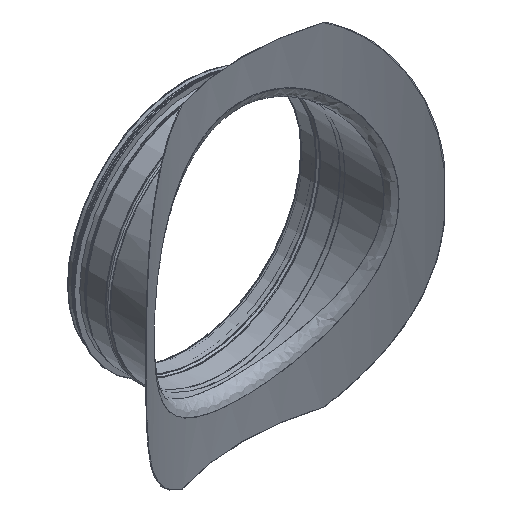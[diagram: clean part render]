
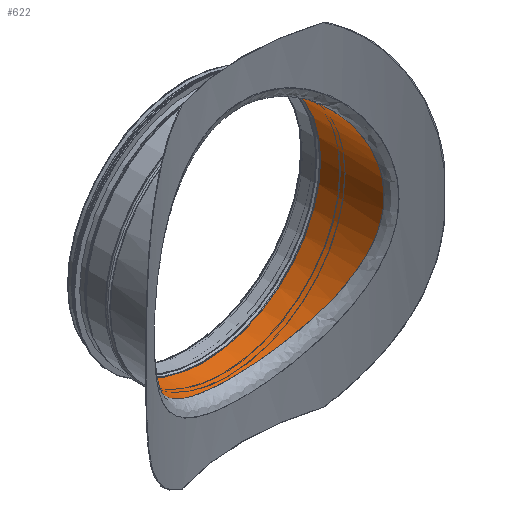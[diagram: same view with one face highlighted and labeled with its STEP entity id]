
A CAD part, isometric view. The second image highlights one B-rep face of the part: STEP entity #622.
In plain terms, the highlighted cylindrical face has radius 155.925 mm (diameter 311.85 mm), a full revolution.
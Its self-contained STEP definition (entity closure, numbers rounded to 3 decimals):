
#313=CARTESIAN_POINT('',(-155.925,280.354,0.));
#314=VERTEX_POINT('',#313);
#322=CARTESIAN_POINT('',(-155.926,280.352,0.));
#323=CARTESIAN_POINT('',(-155.926,280.352,11.887));
#324=CARTESIAN_POINT('',(-153.175,282.223,35.665));
#325=CARTESIAN_POINT('',(-141.323,289.714,68.884));
#326=CARTESIAN_POINT('',(-122.768,299.875,98.161));
#327=CARTESIAN_POINT('',(-95.705,311.849,125.289));
#328=CARTESIAN_POINT('',(-58.755,323.224,146.976));
#329=CARTESIAN_POINT('',(-12.124,329.505,157.919));
#330=CARTESIAN_POINT('',(35.982,327.336,154.205));
#331=CARTESIAN_POINT('',(79.907,317.559,136.564));
#332=CARTESIAN_POINT('',(115.973,303.504,107.544));
#333=CARTESIAN_POINT('',(137.818,291.725,75.755));
#334=CARTESIAN_POINT('',(149.349,284.67,46.814));
#335=CARTESIAN_POINT('',(154.711,281.169,23.779));
#336=CARTESIAN_POINT('',(156.53,279.95,0.003));
#337=CARTESIAN_POINT('',(154.11,281.565,-31.723));
#338=CARTESIAN_POINT('',(142.193,289.358,-69.418));
#339=CARTESIAN_POINT('',(115.967,303.51,-107.536));
#340=CARTESIAN_POINT('',(79.908,317.558,-136.57));
#341=CARTESIAN_POINT('',(43.296,325.703,-151.259));
#342=CARTESIAN_POINT('',(11.933,328.427,-156.069));
#343=CARTESIAN_POINT('',(-19.899,328.454,-156.091));
#344=CARTESIAN_POINT('',(-58.753,323.227,-146.98));
#345=CARTESIAN_POINT('',(-95.708,311.847,-125.285));
#346=CARTESIAN_POINT('',(-122.768,299.876,-98.161));
#347=CARTESIAN_POINT('',(-141.324,289.713,-68.883));
#348=CARTESIAN_POINT('',(-153.176,282.223,-35.66));
#349=CARTESIAN_POINT('',(-155.926,280.352,-11.888));
#350=CARTESIAN_POINT('',(-155.926,280.352,0.));
#351=B_SPLINE_CURVE_WITH_KNOTS('',3,(#322,#323,#324,#325,#326,#327,#328,#329,#330,#331,#332,#333,#334,#335,#336,#337,#338,#339,#340,#341,#342,#343,#344,#345,#346,#347,#348,#349,#350),.UNSPECIFIED.,.T.,.U.,(4,1,1,1,1,1,1,1,1,1,1,1,1,1,1,1,1,1,1,1,1,1,1,1,1,1,4),(0.0,3.424,6.848,10.272,13.697,18.262,22.828,27.393,31.959,36.524,41.09,43.373,45.656,47.938,50.221,54.787,59.352,63.918,68.483,70.766,73.049,77.614,82.18,85.604,89.028,92.452,95.877),.UNSPECIFIED.);
#352=EDGE_CURVE('',#314,#314,#351,.T.);
#603=CARTESIAN_POINT('',(0.,352.35,0.0));
#604=DIRECTION('',(0.,1.0,0.0));
#605=DIRECTION('',(-1.0,0.0,0.0));
#606=AXIS2_PLACEMENT_3D('',#603,#604,#605);
#607=CYLINDRICAL_SURFACE('',#606,155.925);
#608=CARTESIAN_POINT('',(-155.925,365.1,0.0));
#609=VERTEX_POINT('',#608);
#610=CARTESIAN_POINT('',(0.,365.1,0.0));
#611=DIRECTION('',(0.0,1.0,0.0));
#612=DIRECTION('',(-1.0,0.0,0.0));
#613=AXIS2_PLACEMENT_3D('',#610,#611,#612);
#614=CIRCLE('',#613,155.925);
#615=EDGE_CURVE('',#609,#609,#614,.T.);
#616=ORIENTED_EDGE('',*,*,#615,.T.);
#617=EDGE_LOOP('',(#616));
#618=FACE_OUTER_BOUND('',#617,.T.);
#619=ORIENTED_EDGE('',*,*,#352,.F.);
#620=EDGE_LOOP('',(#619));
#621=FACE_BOUND('',#620,.T.);
#622=ADVANCED_FACE('',(#618,#621),#607,.F.);
